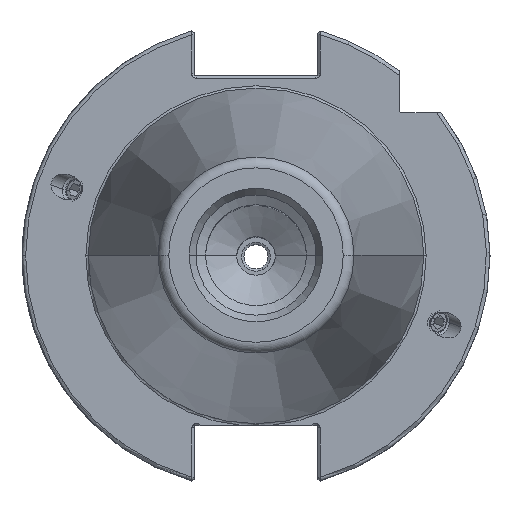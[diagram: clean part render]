
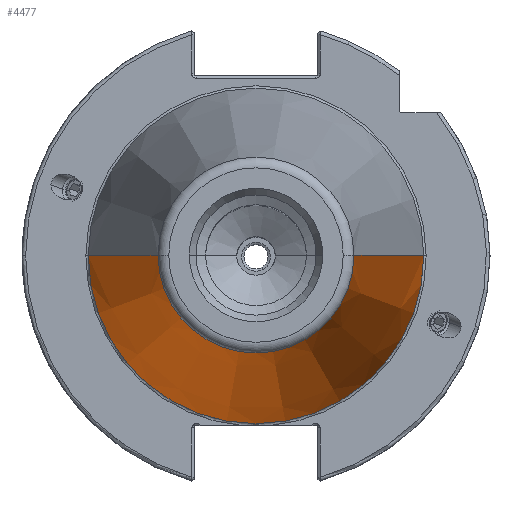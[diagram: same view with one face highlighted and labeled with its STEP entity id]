
A CAD part, top view. The second image highlights one B-rep face of the part: STEP entity #4477.
In plain terms, the highlighted conical face has half-angle 8.297 degrees and reference radius 20.108 mm.
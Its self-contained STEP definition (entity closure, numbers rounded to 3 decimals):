
#446 = VERTEX_POINT ( 'NONE', #12421 ) ;
#795 = CARTESIAN_POINT ( 'NONE',  ( 34.925, 0., 0. ) ) ;
#1137 = DIRECTION ( 'NONE',  ( 0., 0., -1. ) ) ;
#1485 = CIRCLE ( 'NONE', #3012, 34.925 ) ;
#1616 = EDGE_CURVE ( 'NONE', #7500, #8011, #1485, .T. ) ;
#2136 = CARTESIAN_POINT ( 'NONE',  ( 20.389, 0., 99.675 ) ) ;
#2851 = DIRECTION ( 'NONE',  ( 0., 0., -1. ) ) ;
#3012 = AXIS2_PLACEMENT_3D ( 'NONE', #9282, #2851, #10387 ) ;
#3189 = AXIS2_PLACEMENT_3D ( 'NONE', #10755, #12642, #3413 ) ;
#3401 = ORIENTED_EDGE ( 'NONE', *, *, #9125, .T. ) ;
#3413 = DIRECTION ( 'NONE',  ( -1., 0., 0. ) ) ;
#4462 = DIRECTION ( 'NONE',  ( -0.144, 0., -0.99 ) ) ;
#4477 = ADVANCED_FACE ( 'NONE', ( #12442 ), #5283, .T. ) ;
#4813 = DIRECTION ( 'NONE',  ( 0.144, 0., -0.99 ) ) ;
#5283 = CONICAL_SURFACE ( 'NONE', #3189, 20.108, 0.145 ) ;
#5645 = VERTEX_POINT ( 'NONE', #2136 ) ;
#6493 = VECTOR ( 'NONE', #4813, 1000. ) ;
#6909 = AXIS2_PLACEMENT_3D ( 'NONE', #7605, #1137, #8660 ) ;
#7500 = VERTEX_POINT ( 'NONE', #795 ) ;
#7562 = CARTESIAN_POINT ( 'NONE',  ( -34.925, 0., 0. ) ) ;
#7605 = CARTESIAN_POINT ( 'NONE',  ( 0., 0., 99.675 ) ) ;
#8011 = VERTEX_POINT ( 'NONE', #7562 ) ;
#8092 = ORIENTED_EDGE ( 'NONE', *, *, #10381, .T. ) ;
#8660 = DIRECTION ( 'NONE',  ( 1., 0., 0. ) ) ;
#8949 = ORIENTED_EDGE ( 'NONE', *, *, #1616, .F. ) ;
#9125 = EDGE_CURVE ( 'NONE', #446, #8011, #11058, .T. ) ;
#9282 = CARTESIAN_POINT ( 'NONE',  ( 0., 0., 0. ) ) ;
#9342 = EDGE_LOOP ( 'NONE', ( #9601, #8092, #3401, #8949 ) ) ;
#9601 = ORIENTED_EDGE ( 'NONE', *, *, #12674, .F. ) ;
#10381 = EDGE_CURVE ( 'NONE', #5645, #446, #10830, .T. ) ;
#10387 = DIRECTION ( 'NONE',  ( -1., 0., 0. ) ) ;
#10755 = CARTESIAN_POINT ( 'NONE',  ( 0., 0., 101.6 ) ) ;
#10830 = CIRCLE ( 'NONE', #6909, 20.389 ) ;
#11058 = LINE ( 'NONE', #12055, #13961 ) ;
#12055 = CARTESIAN_POINT ( 'NONE',  ( -20.108, 0., 101.6 ) ) ;
#12300 = LINE ( 'NONE', #12425, #6493 ) ;
#12421 = CARTESIAN_POINT ( 'NONE',  ( -20.389, 0., 99.675 ) ) ;
#12425 = CARTESIAN_POINT ( 'NONE',  ( 20.108, 0., 101.6 ) ) ;
#12442 = FACE_OUTER_BOUND ( 'NONE', #9342, .T. ) ;
#12642 = DIRECTION ( 'NONE',  ( 0., 0., -1. ) ) ;
#12674 = EDGE_CURVE ( 'NONE', #5645, #7500, #12300, .T. ) ;
#13961 = VECTOR ( 'NONE', #4462, 1000. ) ;
